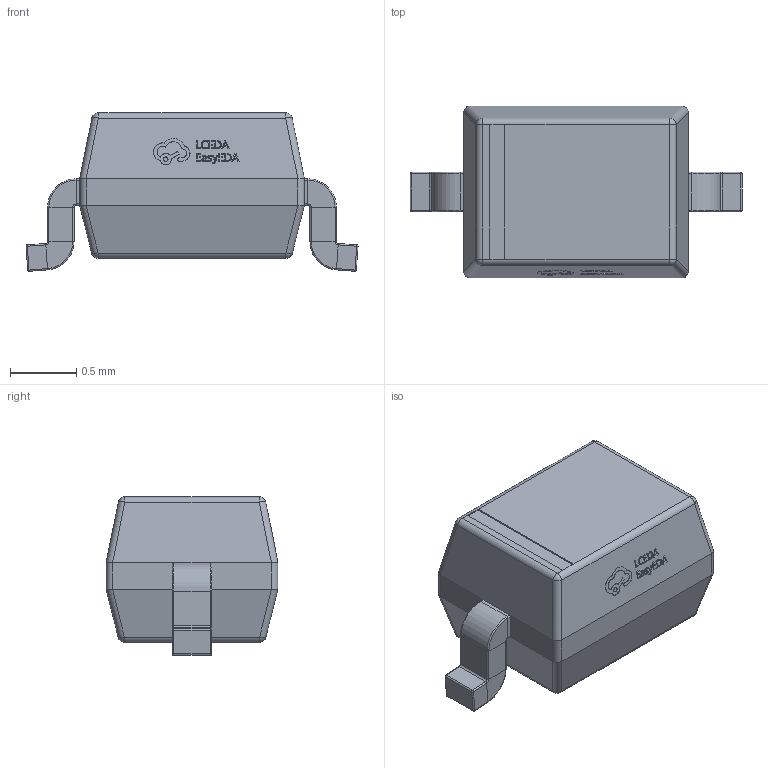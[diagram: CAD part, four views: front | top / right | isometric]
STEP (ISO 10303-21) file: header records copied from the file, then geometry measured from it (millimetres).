
FILE_DESCRIPTION(/* description */ ('','CAx-IF Rec.Pracs.---Representation and Presentation of Product Manufacturing Information (PMI)---4.0---2014-10-13'),/* implementation_level */ '2;1');
FILE_NAME(/* name */ '13lB-D23-SOD-323_L1.8-W1.3-LS2.5-NSK.step',/* time_stamp */ '2025-03-21T14:08:35+08:00',/* author */ (''),/* organization */ (''),/* preprocessor_version */ 'ST-DEVELOPER v20',/* originating_system */ 'Autodesk Translation Framework v13.20.0.188',/* authorisation */ '');
FILE_SCHEMA (('AP242_MANAGED_MODEL_BASED_3D_ENGINEERING_MIM_LF { 1 0 10303 442 1 1 4 }'));
Length unit declared in the file: millimetre
Products named in the file (2): 13lB-D23-SOD-323_L1.8-W1.3-LS2.5-NSK; COMPOUND
Assembly tree (1 placements, depth 2):
  13lB-D23-SOD-323_L1.8-W1.3-LS2.5-NSK
    COMPOUND
Bounding box: 2.51 x 1.3 x 1.2 mm (x, y, z)
Volume: 2.3 mm3; surface area: 11.3 mm2
Topology: 3 solids, 3 shells, 368 faces, 921 edges, 570 vertices
Faces by surface type: plane 178, bspline 98, cylinder 60, sphere 16, torus 16
Entity records: 11943 total; most frequent: CARTESIAN_POINT 3126, ORIENTED_EDGE 1826, DIRECTION 1563, EDGE_CURVE 913, LINE 573, VECTOR 573, VERTEX_POINT 570, AXIS2_PLACEMENT_3D 495
